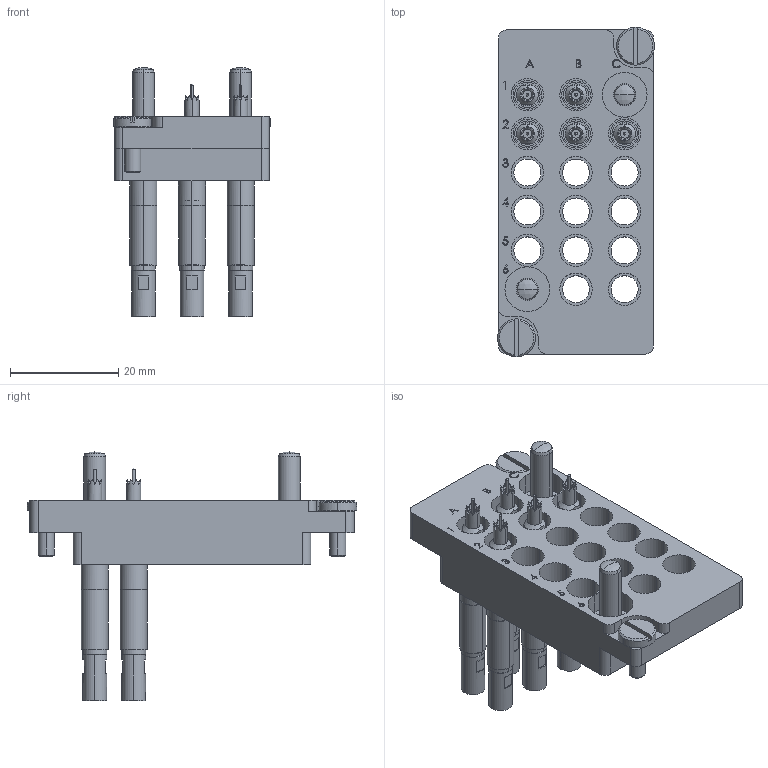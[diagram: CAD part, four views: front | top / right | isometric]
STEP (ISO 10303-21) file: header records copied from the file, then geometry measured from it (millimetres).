
FILE_DESCRIPTION (( 'STEP AP214' ), '1' );
FILE_NAME ('INGUN_38137.STEP', '2023-01-16T14:24:20', ( '' ), ( '' ), 'SwSTEP 2.0', 'SolidWorks 2021', '' );
FILE_SCHEMA (( 'AUTOMOTIVE_DESIGN' ));
Length unit declared in the file: millimetre
Products named in the file (8): 34569~4; INFO_4621~0_SBP-T_Kontaktierung-Seite<S>; DIN6325~n_04,0m6x020; KS-810-Master__ADA~ks_KS-810 R; 34569~4_S; HFS-810-0018__ADA~hfs_S; DIN923~n_M03x04-A2; INGUN_38137
Assembly tree (17 placements, depth 3):
  INGUN_38137
    34569~4_S
      34569~4
      INFO_4621~0_SBP-T_Kontaktierung-Seite<S>
    DIN923~n_M03x04-A2  x2
    KS-810-Master__ADA~ks_KS-810 R  x5
    HFS-810-0018__ADA~hfs_S  x5
    DIN6325~n_04,0m6x020  x2
Bounding box: 29 x 61 x 46.1 mm (x, y, z)
Volume: 16386.8 mm3; surface area: 16097.2 mm2
Topology: 34 solids, 39 shells, 2641 faces, 6252 edges, 3760 vertices
Faces by surface type: plane 1941, cylinder 554, cone 78, bspline 55, sphere 13
Entity records: 25670 total; most frequent: CARTESIAN_POINT 7324, DIRECTION 3758, ORIENTED_EDGE 3658, EDGE_CURVE 1829, AXIS2_PLACEMENT_3D 1355, VERTEX_POINT 1135, VECTOR 1048, LINE 1048
